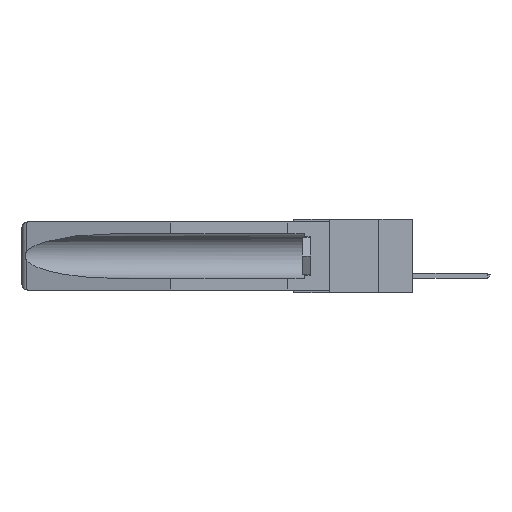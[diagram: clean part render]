
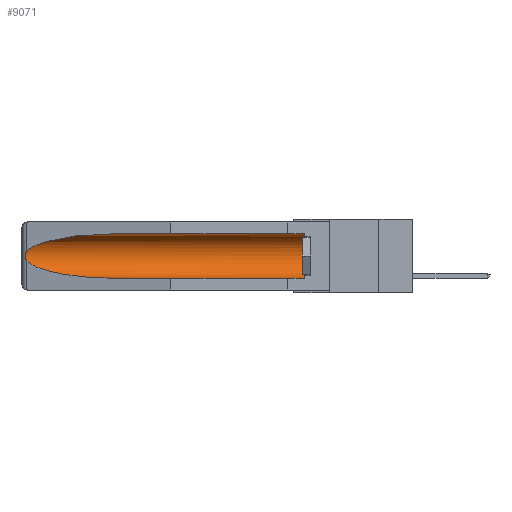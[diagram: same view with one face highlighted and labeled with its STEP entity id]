
A CAD part, left-side view. The second image highlights one B-rep face of the part: STEP entity #9071.
In plain terms, the highlighted cylindrical face has radius 2.857 mm (diameter 5.715 mm), a partial arc.
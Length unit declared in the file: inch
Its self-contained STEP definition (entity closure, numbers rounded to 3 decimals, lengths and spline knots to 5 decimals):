
#374 = CARTESIAN_POINT ( 'NONE',  ( 0.155, 1.07973, -0.284 ) ) ;
#1217 = CIRCLE ( 'NONE', #4462, 0.1125 ) ;
#1871 = B_SPLINE_CURVE_WITH_KNOTS ( 'NONE', 3,
 ( #6914, #8337, #14108, #18328, #7033, #17048, #8471, #9818, #8593, #14230 ),
 .UNSPECIFIED., .F., .F.,
 ( 4, 2, 2, 2, 4 ),
 ( 0., 0.00029, 0.00058, 0.00087, 0.00117 ),
 .UNSPECIFIED. ) ;
#2081 = DIRECTION ( 'NONE',  ( 0., 0., 1. ) ) ;
#2457 = VERTEX_POINT ( 'NONE', #15435 ) ;
#3022 = ORIENTED_EDGE ( 'NONE', *, *, #6018, .T. ) ;
#3214 = ORIENTED_EDGE ( 'NONE', *, *, #10829, .F. ) ;
#3303 = VECTOR ( 'NONE', #18013, 39.37008 ) ;
#3680 = EDGE_CURVE ( 'NONE', #13181, #8634, #15148, .T. ) ;
#3701 = EDGE_LOOP ( 'NONE', ( #3022, #16114, #15072, #3214, #12686, #4493 ) ) ;
#3824 =( BOUNDED_CURVE ( )  B_SPLINE_CURVE ( 3, ( #9693, #5503, #13935, #16872 ),
 .UNSPECIFIED., .F., .F. ) 
 B_SPLINE_CURVE_WITH_KNOTS ( ( 4, 4 ),
 ( 0.1948, 1.5708 ),
 .UNSPECIFIED. ) 
 CURVE ( )  GEOMETRIC_REPRESENTATION_ITEM ( )  RATIONAL_B_SPLINE_CURVE ( ( 1., 0.848, 0.848, 1. ) ) 
 REPRESENTATION_ITEM ( '' )  );
#4462 = AXIS2_PLACEMENT_3D ( 'NONE', #17761, #10695, #2081 ) ;
#4493 = ORIENTED_EDGE ( 'NONE', *, *, #3680, .T. ) ;
#4688 = CYLINDRICAL_SURFACE ( 'NONE', #12804, 0.1125 ) ;
#5074 = VECTOR ( 'NONE', #6891, 39.37008 ) ;
#5503 = CARTESIAN_POINT ( 'NONE',  ( 0.25451, 1.48313, -0.24835 ) ) ;
#6018 = EDGE_CURVE ( 'NONE', #8634, #2457, #17894, .T. ) ;
#6891 = DIRECTION ( 'NONE',  ( 0., 1., 0. ) ) ;
#6914 = CARTESIAN_POINT ( 'NONE',  ( 0.26537, 1.52718, -0.14972 ) ) ;
#7033 = CARTESIAN_POINT ( 'NONE',  ( 0.2675, 1.53308, -0.16763 ) ) ;
#7451 = DIRECTION ( 'NONE',  ( 0., 1., 0. ) ) ;
#7614 = CARTESIAN_POINT ( 'NONE',  ( 0.26537, 1.52718, -0.19328 ) ) ;
#7679 = EDGE_CURVE ( 'NONE', #2457, #18131, #1871, .T. ) ;
#7964 = CARTESIAN_POINT ( 'NONE',  ( 0.155, 1.07973, -0.059 ) ) ;
#8337 = CARTESIAN_POINT ( 'NONE',  ( 0.26597, 1.52961, -0.15275 ) ) ;
#8471 = CARTESIAN_POINT ( 'NONE',  ( 0.2673, 1.53269, -0.17917 ) ) ;
#8593 = CARTESIAN_POINT ( 'NONE',  ( 0.26597, 1.5296, -0.19026 ) ) ;
#8634 = VERTEX_POINT ( 'NONE', #7964 ) ;
#8914 = VERTEX_POINT ( 'NONE', #11676 ) ;
#9071 = ADVANCED_FACE ( 'NONE', ( #18313 ), #4688, .F. ) ;
#9139 = CARTESIAN_POINT ( 'NONE',  ( 0.155, 1.07973, -0.059 ) ) ;
#9693 = CARTESIAN_POINT ( 'NONE',  ( 0.26537, 1.52718, -0.19328 ) ) ;
#9818 = CARTESIAN_POINT ( 'NONE',  ( 0.26655, 1.53094, -0.18657 ) ) ;
#10490 = CARTESIAN_POINT ( 'NONE',  ( 0.25451, 1.48313, -0.09465 ) ) ;
#10695 = DIRECTION ( 'NONE',  ( 0., -1., 0. ) ) ;
#10829 = EDGE_CURVE ( 'NONE', #8914, #16577, #17194, .T. ) ;
#11676 = CARTESIAN_POINT ( 'NONE',  ( 0.155, 0.126, -0.284 ) ) ;
#12030 = CARTESIAN_POINT ( 'NONE',  ( 0.26537, 1.52718, -0.14972 ) ) ;
#12035 = CARTESIAN_POINT ( 'NONE',  ( 0.155, -0.30754, -0.1715 ) ) ;
#12686 = ORIENTED_EDGE ( 'NONE', *, *, #12953, .T. ) ;
#12804 = AXIS2_PLACEMENT_3D ( 'NONE', #12035, #7451, #16024 ) ;
#12953 = EDGE_CURVE ( 'NONE', #8914, #13181, #1217, .T. ) ;
#13181 = VERTEX_POINT ( 'NONE', #18262 ) ;
#13459 = CARTESIAN_POINT ( 'NONE',  ( 0.21114, 1.30732, -0.059 ) ) ;
#13913 = CARTESIAN_POINT ( 'NONE',  ( 0.155, -0.30754, -0.284 ) ) ;
#13935 = CARTESIAN_POINT ( 'NONE',  ( 0.21114, 1.30732, -0.284 ) ) ;
#14108 = CARTESIAN_POINT ( 'NONE',  ( 0.26654, 1.53092, -0.15636 ) ) ;
#14141 = CARTESIAN_POINT ( 'NONE',  ( 0.155, -0.30754, -0.059 ) ) ;
#14230 = CARTESIAN_POINT ( 'NONE',  ( 0.26537, 1.52718, -0.19328 ) ) ;
#15072 = ORIENTED_EDGE ( 'NONE', *, *, #16120, .T. ) ;
#15148 = LINE ( 'NONE', #14141, #5074 ) ;
#15435 = CARTESIAN_POINT ( 'NONE',  ( 0.26537, 1.52718, -0.14972 ) ) ;
#16024 = DIRECTION ( 'NONE',  ( 0., 0., 1. ) ) ;
#16114 = ORIENTED_EDGE ( 'NONE', *, *, #7679, .T. ) ;
#16120 = EDGE_CURVE ( 'NONE', #18131, #16577, #3824, .T. ) ;
#16577 = VERTEX_POINT ( 'NONE', #374 ) ;
#16872 = CARTESIAN_POINT ( 'NONE',  ( 0.155, 1.07973, -0.284 ) ) ;
#17048 = CARTESIAN_POINT ( 'NONE',  ( 0.2675, 1.53308, -0.17534 ) ) ;
#17194 = LINE ( 'NONE', #13913, #3303 ) ;
#17761 = CARTESIAN_POINT ( 'NONE',  ( 0.155, 0.126, -0.1715 ) ) ;
#17894 =( BOUNDED_CURVE ( )  B_SPLINE_CURVE ( 3, ( #9139, #13459, #10490, #12030 ),
 .UNSPECIFIED., .F., .T. ) 
 B_SPLINE_CURVE_WITH_KNOTS ( ( 4, 4 ),
 ( 4.71239, 6.08839 ),
 .UNSPECIFIED. ) 
 CURVE ( )  GEOMETRIC_REPRESENTATION_ITEM ( )  RATIONAL_B_SPLINE_CURVE ( ( 1., 0.848, 0.848, 1. ) ) 
 REPRESENTATION_ITEM ( '' )  );
#18013 = DIRECTION ( 'NONE',  ( 0., 1., 0. ) ) ;
#18131 = VERTEX_POINT ( 'NONE', #7614 ) ;
#18262 = CARTESIAN_POINT ( 'NONE',  ( 0.155, 0.126, -0.059 ) ) ;
#18313 = FACE_OUTER_BOUND ( 'NONE', #3701, .T. ) ;
#18328 = CARTESIAN_POINT ( 'NONE',  ( 0.2673, 1.5327, -0.16383 ) ) ;
